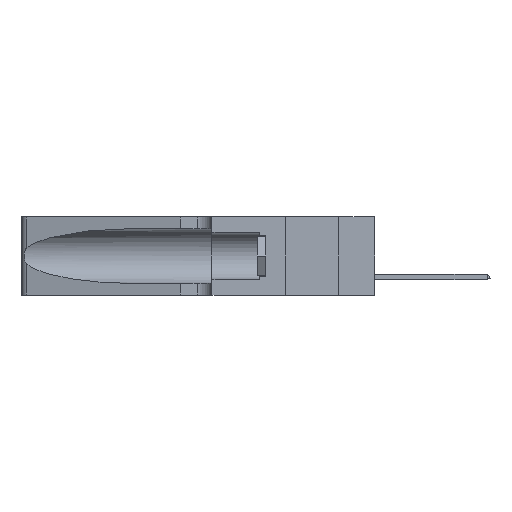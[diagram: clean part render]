
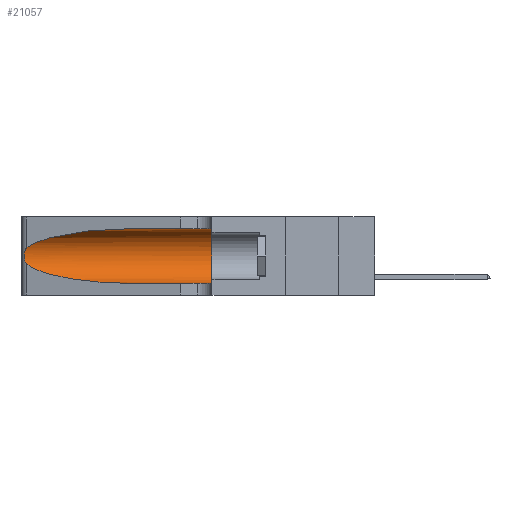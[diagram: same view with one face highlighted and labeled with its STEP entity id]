
A CAD part, left-side view. The second image highlights one B-rep face of the part: STEP entity #21057.
In plain terms, the highlighted cylindrical face has radius 3.308 mm (diameter 6.617 mm), a partial arc.
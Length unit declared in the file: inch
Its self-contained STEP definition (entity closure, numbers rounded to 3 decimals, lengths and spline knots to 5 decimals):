
#473 = VERTEX_POINT ( 'NONE', #19431 ) ;
#1183 = CARTESIAN_POINT ( 'NONE',  ( 0.1305, 0.72297, 0.05475 ) ) ;
#1658 = FACE_OUTER_BOUND ( 'NONE', #19682, .T. ) ;
#1676 = CARTESIAN_POINT ( 'NONE',  ( 0.18966, 0.96281, 0.05475 ) ) ;
#2774 = EDGE_CURVE ( 'NONE', #15448, #13705, #22226, .T. ) ;
#3404 = CARTESIAN_POINT ( 'NONE',  ( 0.25787, 1.23484, 0.2124 ) ) ;
#4046 = CARTESIAN_POINT ( 'NONE',  ( 0.2373, 1.15595, 0.28018 ) ) ;
#4232 = DIRECTION ( 'NONE',  ( 0., 0., 1. ) ) ;
#4249 = CARTESIAN_POINT ( 'NONE',  ( 0.25639, 1.23186, 0.15144 ) ) ;
#4378 = CARTESIAN_POINT ( 'NONE',  ( 0.25789, 1.23486, 0.15765 ) ) ;
#4815 = AXIS2_PLACEMENT_3D ( 'NONE', #10063, #15946, #4232 ) ;
#4918 = CARTESIAN_POINT ( 'NONE',  ( 0.1305, 0.35, 0.05475 ) ) ;
#5327 = CYLINDRICAL_SURFACE ( 'NONE', #18279, 0.13025 ) ;
#5450 = CARTESIAN_POINT ( 'NONE',  ( 0.25487, 1.22718, 0.14631 ) ) ;
#5533 = ORIENTED_EDGE ( 'NONE', *, *, #6649, .F. ) ;
#5845 = LINE ( 'NONE', #12360, #18333 ) ;
#6005 = CARTESIAN_POINT ( 'NONE',  ( 0.25555, 1.22993, 0.14849 ) ) ;
#6509 = ORIENTED_EDGE ( 'NONE', *, *, #17485, .T. ) ;
#6649 = EDGE_CURVE ( 'NONE', #473, #15448, #5845, .T. ) ;
#7089 = CARTESIAN_POINT ( 'NONE',  ( 0.2373, 1.15595, 0.08982 ) ) ;
#7609 = CARTESIAN_POINT ( 'NONE',  ( 0.26017, 1.23833, 0.17102 ) ) ;
#8887 = CARTESIAN_POINT ( 'NONE',  ( 0.26075, 1.23896, 0.19203 ) ) ;
#9565 = CARTESIAN_POINT ( 'NONE',  ( 0.1305, 0.72297, 0.05475 ) ) ;
#9830 = CARTESIAN_POINT ( 'NONE',  ( 0.1305, 1.61858, 0.185 ) ) ;
#9835 = CARTESIAN_POINT ( 'NONE',  ( 0.25854, 1.2359, 0.20912 ) ) ;
#9841 = ORIENTED_EDGE ( 'NONE', *, *, #12095, .T. ) ;
#10063 = CARTESIAN_POINT ( 'NONE',  ( 0.1305, 0.35, 0.185 ) ) ;
#10639 = DIRECTION ( 'NONE',  ( 0., -1., 0. ) ) ;
#10744 = CARTESIAN_POINT ( 'NONE',  ( 0.26018, 1.23835, 0.19895 ) ) ;
#11114 = ORIENTED_EDGE ( 'NONE', *, *, #2774, .F. ) ;
#11193 = ORIENTED_EDGE ( 'NONE', *, *, #21319, .T. ) ;
#11385 = DIRECTION ( 'NONE',  ( 0., -1., 0. ) ) ;
#11562 = CARTESIAN_POINT ( 'NONE',  ( 0.25555, 1.22994, 0.2215 ) ) ;
#11917 = LINE ( 'NONE', #23046, #15289 ) ;
#11990 = CARTESIAN_POINT ( 'NONE',  ( 0.25856, 1.23593, 0.16098 ) ) ;
#12024 =( BOUNDED_CURVE ( )  B_SPLINE_CURVE ( 3, ( #22695, #16497, #4046, #14051 ),
 .UNSPECIFIED., .F., .F. ) 
 B_SPLINE_CURVE_WITH_KNOTS ( ( 4, 4 ),
 ( 1.5708, 2.84003 ),
 .UNSPECIFIED. ) 
 CURVE ( )  GEOMETRIC_REPRESENTATION_ITEM ( )  RATIONAL_B_SPLINE_CURVE ( ( 1., 0.87, 0.87, 1. ) ) 
 REPRESENTATION_ITEM ( '' )  );
#12095 = EDGE_CURVE ( 'NONE', #473, #22252, #12024, .T. ) ;
#12360 = CARTESIAN_POINT ( 'NONE',  ( 0.1305, 1.61858, 0.31525 ) ) ;
#12604 = CARTESIAN_POINT ( 'NONE',  ( 0.25487, 1.22718, 0.22369 ) ) ;
#12620 = VERTEX_POINT ( 'NONE', #1183 ) ;
#13595 = ORIENTED_EDGE ( 'NONE', *, *, #14251, .T. ) ;
#13705 = VERTEX_POINT ( 'NONE', #4918 ) ;
#13945 = VERTEX_POINT ( 'NONE', #5450 ) ;
#14051 = CARTESIAN_POINT ( 'NONE',  ( 0.25487, 1.22718, 0.22369 ) ) ;
#14251 = EDGE_CURVE ( 'NONE', #22252, #13945, #21420, .T. ) ;
#14820 = CARTESIAN_POINT ( 'NONE',  ( 0.25487, 1.22718, 0.22369 ) ) ;
#15289 = VECTOR ( 'NONE', #11385, 39.37008 ) ;
#15430 = CARTESIAN_POINT ( 'NONE',  ( 0.26075, 1.23896, 0.178 ) ) ;
#15448 = VERTEX_POINT ( 'NONE', #22444 ) ;
#15793 =( BOUNDED_CURVE ( )  B_SPLINE_CURVE ( 3, ( #22589, #7089, #1676, #9565 ),
 .UNSPECIFIED., .F., .F. ) 
 B_SPLINE_CURVE_WITH_KNOTS ( ( 4, 4 ),
 ( 3.44316, 4.71239 ),
 .UNSPECIFIED. ) 
 CURVE ( )  GEOMETRIC_REPRESENTATION_ITEM ( )  RATIONAL_B_SPLINE_CURVE ( ( 1., 0.87, 0.87, 1. ) ) 
 REPRESENTATION_ITEM ( '' )  );
#15946 = DIRECTION ( 'NONE',  ( 0., 1., 0. ) ) ;
#16497 = CARTESIAN_POINT ( 'NONE',  ( 0.18966, 0.96281, 0.31525 ) ) ;
#17485 = EDGE_CURVE ( 'NONE', #12620, #13705, #11917, .T. ) ;
#18279 = AXIS2_PLACEMENT_3D ( 'NONE', #9830, #25050, #25135 ) ;
#18333 = VECTOR ( 'NONE', #10639, 39.37008 ) ;
#19311 = CARTESIAN_POINT ( 'NONE',  ( 0.25487, 1.22718, 0.14631 ) ) ;
#19431 = CARTESIAN_POINT ( 'NONE',  ( 0.1305, 0.72297, 0.31525 ) ) ;
#19682 = EDGE_LOOP ( 'NONE', ( #9841, #13595, #11193, #6509, #11114, #5533 ) ) ;
#21057 = ADVANCED_FACE ( 'NONE', ( #1658 ), #5327, .F. ) ;
#21319 = EDGE_CURVE ( 'NONE', #13945, #12620, #15793, .T. ) ;
#21420 = B_SPLINE_CURVE_WITH_KNOTS ( 'NONE', 3,
 ( #12604, #11562, #24734, #3404, #9835, #10744, #8887, #15430, #7609, #11990, #4378, #4249, #6005, #19311 ),
 .UNSPECIFIED., .F., .F.,
 ( 4, 2, 2, 2, 2, 2, 4 ),
 ( 0., 0.00027, 0.00053, 0.00107, 0.0016, 0.00187, 0.00214 ),
 .UNSPECIFIED. ) ;
#22226 = CIRCLE ( 'NONE', #4815, 0.13025 ) ;
#22252 = VERTEX_POINT ( 'NONE', #14820 ) ;
#22444 = CARTESIAN_POINT ( 'NONE',  ( 0.1305, 0.35, 0.31525 ) ) ;
#22589 = CARTESIAN_POINT ( 'NONE',  ( 0.25487, 1.22718, 0.14631 ) ) ;
#22695 = CARTESIAN_POINT ( 'NONE',  ( 0.1305, 0.72297, 0.31525 ) ) ;
#23046 = CARTESIAN_POINT ( 'NONE',  ( 0.1305, 1.61858, 0.05475 ) ) ;
#24734 = CARTESIAN_POINT ( 'NONE',  ( 0.25639, 1.23184, 0.21858 ) ) ;
#25050 = DIRECTION ( 'NONE',  ( 0., -1., 0. ) ) ;
#25135 = DIRECTION ( 'NONE',  ( 0., 0., -1. ) ) ;
